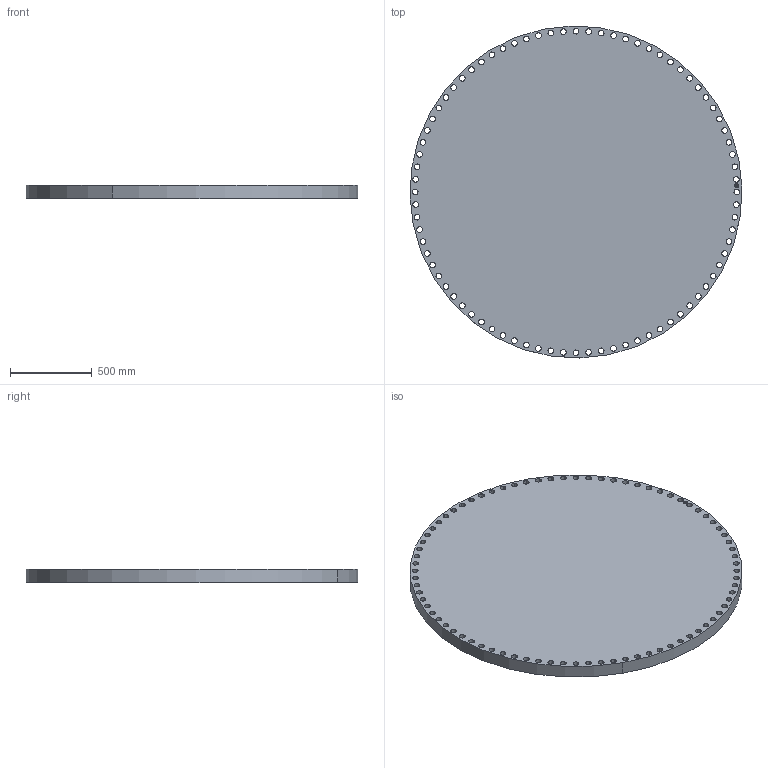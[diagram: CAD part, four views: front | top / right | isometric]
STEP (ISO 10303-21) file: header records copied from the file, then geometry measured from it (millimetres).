
FILE_DESCRIPTION(('3D STEP'),'2;1');
FILE_NAME('72-75-RF-WN-BLIND-BCIS-FLANGE.stp','2013-09-15T06:05:55+00:00',('Texas Flange'),(''),'CATIA Version 5 Release 20 SP 6 (IN-10)','CATIA V5 STEP AP214','800-826-3801');
FILE_SCHEMA(('AUTOMOTIVE_DESIGN { 1 0 10303 214 1 1 1 1 }'));
Length unit declared in the file: inch
Products named in the file (1): 72-75-RF-WN-BLIND-BCIS-FLANGE
Bounding box: 2031.43 x 2031.43 x 81.09 mm (x, y, z)
Volume: 256343851.8 mm3; surface area: 7549120.1 mm2
Topology: 1 solids, 1 shells, 632 faces, 2076 edges, 1384 vertices
Faces by surface type: plane 368, cylinder 264
Entity records: 24237 total; most frequent: ORIENTED_EDGE 4152, CARTESIAN_POINT 3897, DIRECTION 2948, EDGE_CURVE 2076, VECTOR 1388, LINE 1388, VERTEX_POINT 1384, AXIS2_PLACEMENT_3D 1125
